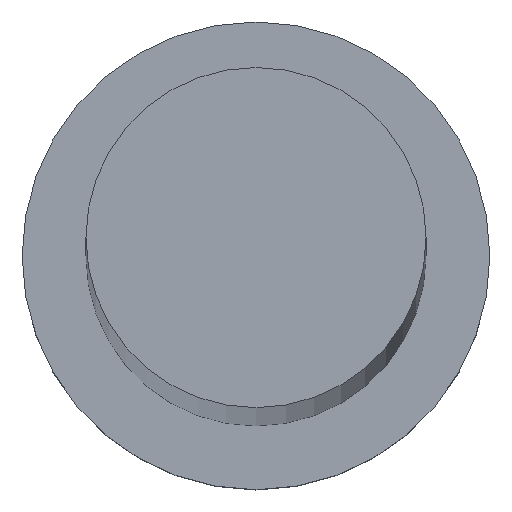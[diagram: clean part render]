
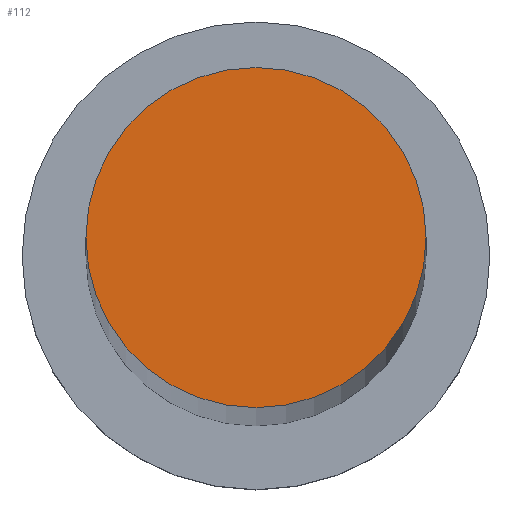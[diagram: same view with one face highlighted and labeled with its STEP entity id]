
A CAD part, top view. The second image highlights one B-rep face of the part: STEP entity #112.
In plain terms, the highlighted planar face has unit normal (0, 0, 1).
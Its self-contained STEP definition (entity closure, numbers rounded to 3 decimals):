
#3 = AXIS2_PLACEMENT_3D ( 'NONE', #165, #248, #210 ) ;
#44 = CIRCLE ( 'NONE', #251, 8. ) ;
#52 = PLANE ( 'NONE',  #3 ) ;
#73 = CARTESIAN_POINT ( 'NONE',  ( 8., 0., 500. ) ) ;
#83 = ORIENTED_EDGE ( 'NONE', *, *, #245, .T. ) ;
#87 = CIRCLE ( 'NONE', #177, 8. ) ;
#95 = DIRECTION ( 'NONE',  ( 0., 0., 1. ) ) ;
#103 = EDGE_LOOP ( 'NONE', ( #246, #83 ) ) ;
#112 = ADVANCED_FACE ( 'NONE', ( #250 ), #52, .T. ) ;
#113 = CARTESIAN_POINT ( 'NONE',  ( 0., 0., 500. ) ) ;
#123 = VERTEX_POINT ( 'NONE', #73 ) ;
#134 = EDGE_CURVE ( 'NONE', #158, #123, #87, .T. ) ;
#158 = VERTEX_POINT ( 'NONE', #252 ) ;
#165 = CARTESIAN_POINT ( 'NONE',  ( 0., 0., 500. ) ) ;
#177 = AXIS2_PLACEMENT_3D ( 'NONE', #188, #206, #209 ) ;
#188 = CARTESIAN_POINT ( 'NONE',  ( 0., 0., 500. ) ) ;
#197 = DIRECTION ( 'NONE',  ( 1., 0., 0. ) ) ;
#206 = DIRECTION ( 'NONE',  ( 0., 0., 1. ) ) ;
#209 = DIRECTION ( 'NONE',  ( 1., 0., 0. ) ) ;
#210 = DIRECTION ( 'NONE',  ( 1., 0., 0. ) ) ;
#245 = EDGE_CURVE ( 'NONE', #123, #158, #44, .T. ) ;
#246 = ORIENTED_EDGE ( 'NONE', *, *, #134, .T. ) ;
#248 = DIRECTION ( 'NONE',  ( 0., 0., 1. ) ) ;
#250 = FACE_OUTER_BOUND ( 'NONE', #103, .T. ) ;
#251 = AXIS2_PLACEMENT_3D ( 'NONE', #113, #95, #197 ) ;
#252 = CARTESIAN_POINT ( 'NONE',  ( -8., 0., 500. ) ) ;
